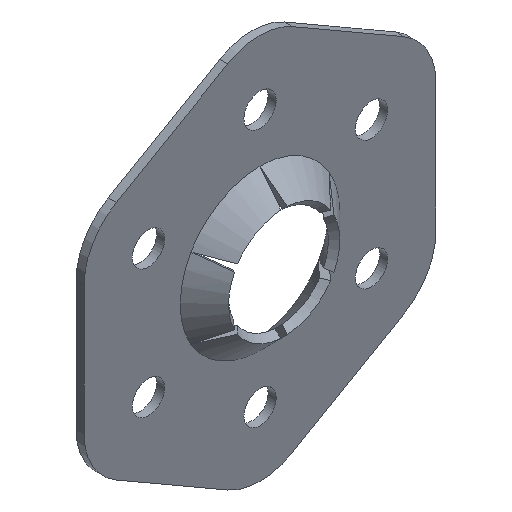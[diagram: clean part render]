
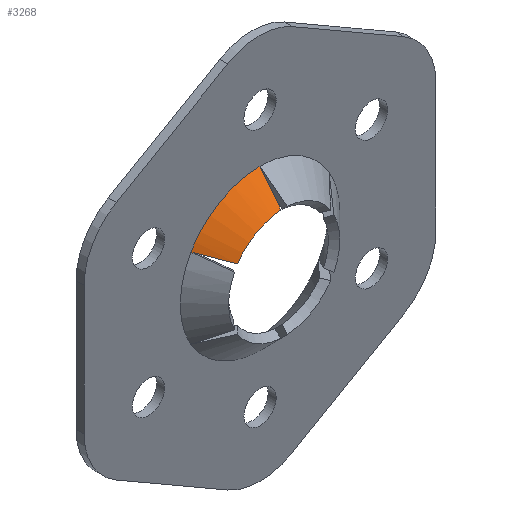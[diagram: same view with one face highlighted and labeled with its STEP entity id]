
A CAD part, isometric view. The second image highlights one B-rep face of the part: STEP entity #3268.
In plain terms, the highlighted free-form (B-spline) face has degree [1, 2] with [2, 3] control points.
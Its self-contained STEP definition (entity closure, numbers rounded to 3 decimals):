
#1604=CARTESIAN_POINT('',(0.,-0.25,2.477));
#1605=VERTEX_POINT('',#1604);
#2366=CARTESIAN_POINT('',(-2.145,-0.25,1.238));
#2367=VERTEX_POINT('',#2366);
#2894=CARTESIAN_POINT('',(-1.443,-1.0,0.949));
#2895=VERTEX_POINT('',#2894);
#2896=CARTESIAN_POINT('',(-1.443,-1.0,0.949));
#2897=CARTESIAN_POINT('',(-1.678,-0.751,1.045));
#2898=CARTESIAN_POINT('',(-1.911,-0.5,1.142));
#2899=CARTESIAN_POINT('',(-2.145,-0.25,1.238));
#2900=QUASI_UNIFORM_CURVE('',3,(#2896,#2897,#2898,#2899),.UNSPECIFIED.,.F.,.U.);
#2901=EDGE_CURVE('',#2895,#2367,#2900,.T.);
#2937=CARTESIAN_POINT('',(-0.1,-1.0,1.724));
#2938=VERTEX_POINT('',#2937);
#2939=CARTESIAN_POINT('',(0.,-0.25,2.477));
#2940=CARTESIAN_POINT('',(-0.033,-0.5,2.226));
#2941=CARTESIAN_POINT('',(-0.067,-0.751,1.976));
#2942=CARTESIAN_POINT('',(-0.1,-1.,1.724));
#2943=QUASI_UNIFORM_CURVE('',3,(#2939,#2940,#2941,#2942),.UNSPECIFIED.,.F.,.U.);
#2944=EDGE_CURVE('',#1605,#2938,#2943,.T.);
#2993=CARTESIAN_POINT('',(0.,-0.25,2.477));
#2994=CARTESIAN_POINT('',(-0.169,-0.25,2.477));
#2995=CARTESIAN_POINT('',(-0.432,-0.25,2.45));
#2996=CARTESIAN_POINT('',(-0.805,-0.25,2.35));
#2997=CARTESIAN_POINT('',(-1.08,-0.25,2.236));
#2998=CARTESIAN_POINT('',(-1.368,-0.25,2.073));
#2999=CARTESIAN_POINT('',(-1.645,-0.25,1.866));
#3000=CARTESIAN_POINT('',(-1.923,-0.25,1.578));
#3001=CARTESIAN_POINT('',(-2.077,-0.25,1.355));
#3002=CARTESIAN_POINT('',(-2.145,-0.25,1.238));
#3003=B_SPLINE_CURVE_WITH_KNOTS('',3,(#2993,#2994,#2995,#2996,#2997,#2998,#2999,#3000,#3001,#3002),.UNSPECIFIED.,.F.,.U.,(4,1,1,1,1,1,1,4),(0.,0.507,0.79,1.155,1.398,1.783,2.188,2.594),.UNSPECIFIED.);
#3004=EDGE_CURVE('',#1605,#2367,#3003,.T.);
#3232=CARTESIAN_POINT('',(-0.1,-1.0,1.724));
#3233=CARTESIAN_POINT('',(-0.2,-1.,1.718));
#3234=CARTESIAN_POINT('',(-0.4,-1.,1.689));
#3235=CARTESIAN_POINT('',(-0.663,-1.,1.602));
#3236=CARTESIAN_POINT('',(-0.921,-1.,1.47));
#3237=CARTESIAN_POINT('',(-1.192,-1.,1.27));
#3238=CARTESIAN_POINT('',(-1.362,-1.,1.071));
#3239=CARTESIAN_POINT('',(-1.443,-1.0,0.949));
#3240=B_SPLINE_CURVE_WITH_KNOTS('',3,(#3232,#3233,#3234,#3235,#3236,#3237,#3238,#3239),.UNSPECIFIED.,.F.,.U.,(4,1,1,1,1,4),(0.,0.302,0.603,0.829,1.168,1.608),.UNSPECIFIED.);
#3241=EDGE_CURVE('',#2938,#2895,#3240,.T.);
#3248=CARTESIAN_POINT('',(0.054,-1.019,1.707));
#3249=CARTESIAN_POINT('',(0.079,-0.231,2.495));
#3250=CARTESIAN_POINT('',(-1.026,-1.019,1.742));
#3251=CARTESIAN_POINT('',(-1.5,-0.231,2.545));
#3252=CARTESIAN_POINT('',(-1.52,-1.019,0.779));
#3253=CARTESIAN_POINT('',(-2.221,-0.231,1.139));
#3261=(BOUNDED_SURFACE()B_SPLINE_SURFACE(1,2,((#3248,#3250,#3252),(#3249,#3251,#3253)),.UNSPECIFIED.,.F.,.F.,.U.)B_SPLINE_SURFACE_WITH_KNOTS((2,2),(3,3),(0.0,1.0),(0.0,2.895),.UNSPECIFIED.)GEOMETRIC_REPRESENTATION_ITEM()RATIONAL_B_SPLINE_SURFACE(((1.0,0.844,0.998),(1.0,0.844,0.998)))REPRESENTATION_ITEM('')SURFACE());
#3262=ORIENTED_EDGE('',*,*,#2901,.F.);
#3263=ORIENTED_EDGE('',*,*,#3241,.F.);
#3264=ORIENTED_EDGE('',*,*,#2944,.F.);
#3265=ORIENTED_EDGE('',*,*,#3004,.T.);
#3266=EDGE_LOOP('',(#3262,#3263,#3264,#3265));
#3267=FACE_OUTER_BOUND('',#3266,.T.);
#3268=ADVANCED_FACE('',(#3267),#3261,.T.);
